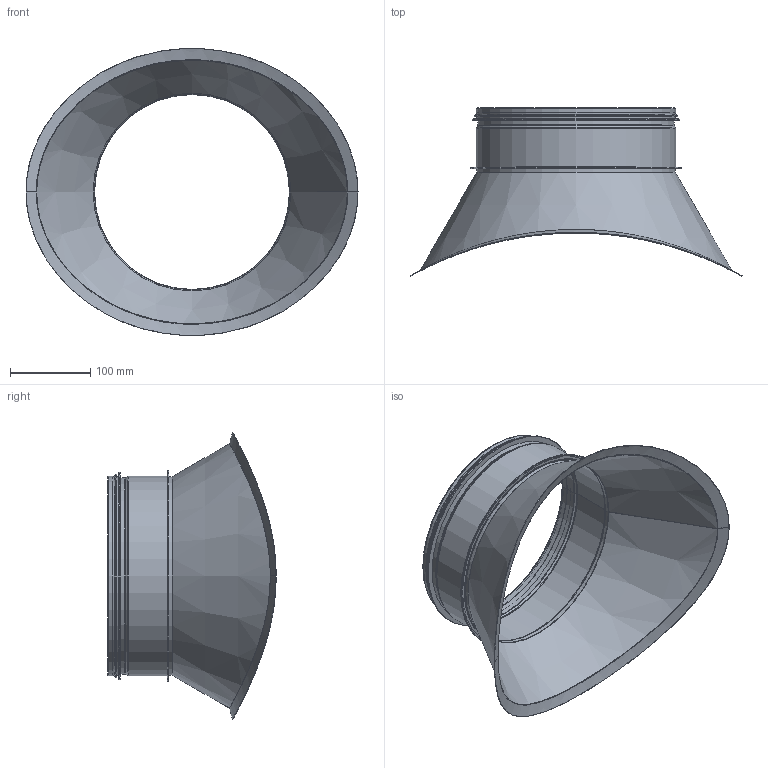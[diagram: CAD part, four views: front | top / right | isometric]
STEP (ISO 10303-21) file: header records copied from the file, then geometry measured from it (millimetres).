
FILE_DESCRIPTION((''),'2;1');
FILE_NAME('HPSR_800-250.stp','2014-02-24T12:54:17',(''),(''),'Autodesk Inventor 2013','Autodesk Inventor 2013','');
FILE_SCHEMA(('AUTOMOTIVE_DESIGN { 1 2 10303 214 0 1 1 1 }'));
Length unit declared in the file: millimetre
Products named in the file (5): HPSR_800-250; HPSRKonadRörämne_800-250; StosMedFals-250; StosMedFalsRörämne-250; 999007
Assembly tree (4 placements, depth 3):
  HPSR_800-250
    HPSRKonadRörämne_800-250
    StosMedFals-250
      StosMedFalsRörämne-250
      999007
Bounding box: 414.4 x 210.28 x 358.36 mm (x, y, z)
Volume: 128641.2 mm3; surface area: 449807.5 mm2
Topology: 3 solids, 3 shells, 102 faces, 208 edges, 115 vertices
Faces by surface type: plane 47, torus 20, cylinder 17, bspline 10, cone 8
Full cylindrical faces by diameter (mm): 243.1 x1, 244.1 x1, 245.3 x1, 246.9 x2, 247.9 x6, 248.9 x2, 251.9 x1, 254.3 x1, 257.9 x1, 259.3 x1
Entity records: 4525 total; most frequent: CARTESIAN_POINT 2219, DIRECTION 456, ORIENTED_EDGE 388, EDGE_CURVE 194, AXIS2_PLACEMENT_3D 186, EDGE_LOOP 121, VERTEX_POINT 115, STYLED_ITEM 105
